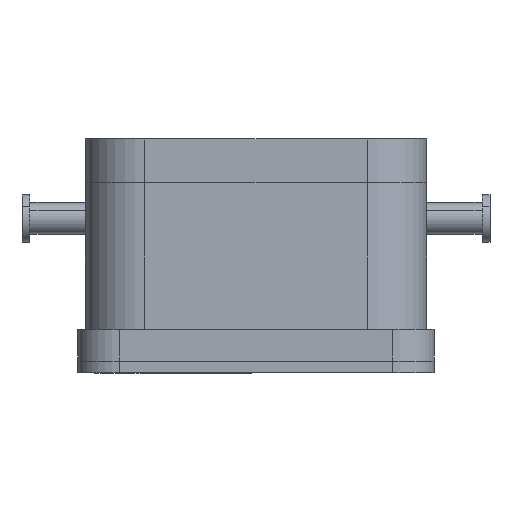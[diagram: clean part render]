
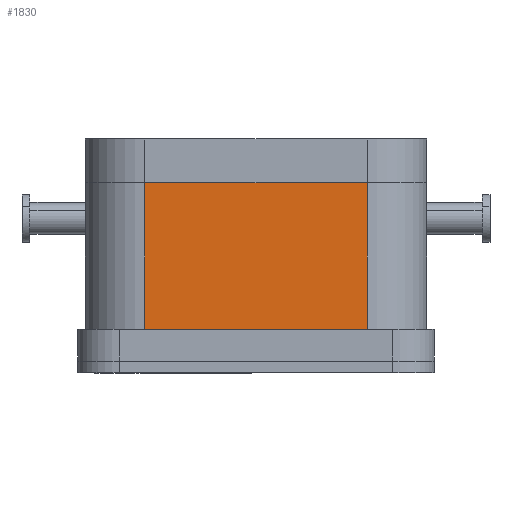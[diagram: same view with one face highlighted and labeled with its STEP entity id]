
A CAD part, front view. The second image highlights one B-rep face of the part: STEP entity #1830.
In plain terms, the highlighted planar face has unit normal (0, -1, 0).
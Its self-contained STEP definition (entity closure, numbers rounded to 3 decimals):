
#1810=AXIS2_PLACEMENT_3D('Plane Axis2P3D',#1807,#1808,#1809) ;
#835=CARTESIAN_POINT('Vertex',(15.5,10.5,24.)) ;
#838=CARTESIAN_POINT('Line Origine',(29.5,10.5,24.)) ;
#842=CARTESIAN_POINT('Vertex',(43.5,10.5,24.)) ;
#1788=CARTESIAN_POINT('Line Origine',(15.5,10.5,13.)) ;
#1792=CARTESIAN_POINT('Vertex',(15.5,10.5,5.5)) ;
#1807=CARTESIAN_POINT('Axis2P3D Location',(8.,10.5,24.)) ;
#1812=CARTESIAN_POINT('Line Origine',(29.5,10.5,5.5)) ;
#1816=CARTESIAN_POINT('Vertex',(43.5,10.5,5.5)) ;
#1819=CARTESIAN_POINT('Line Origine',(43.5,10.5,14.75)) ;
#839=DIRECTION('Vector Direction',(1.,0.,0.)) ;
#1789=DIRECTION('Vector Direction',(0.,0.,-1.)) ;
#1808=DIRECTION('Axis2P3D Direction',(0.,1.,0.)) ;
#1809=DIRECTION('Axis2P3D XDirection',(1.,0.,0.)) ;
#1813=DIRECTION('Vector Direction',(1.,0.,0.)) ;
#1820=DIRECTION('Vector Direction',(0.,0.,-1.)) ;
#840=VECTOR('Line Direction',#839,1.) ;
#1790=VECTOR('Line Direction',#1789,1.) ;
#1814=VECTOR('Line Direction',#1813,1.) ;
#1821=VECTOR('Line Direction',#1820,1.) ;
#1825=ORIENTED_EDGE('',*,*,#1818,.T.) ;
#1826=ORIENTED_EDGE('',*,*,#1823,.F.) ;
#1827=ORIENTED_EDGE('',*,*,#844,.F.) ;
#1828=ORIENTED_EDGE('',*,*,#1794,.T.) ;
#1830=ADVANCED_FACE('Housing',(#1829),#1811,.F.) ;
#844=EDGE_CURVE('',#836,#843,#841,.T.) ;
#1794=EDGE_CURVE('',#836,#1793,#1791,.T.) ;
#1818=EDGE_CURVE('',#1793,#1817,#1815,.T.) ;
#1823=EDGE_CURVE('',#843,#1817,#1822,.T.) ;
#1824=EDGE_LOOP('',(#1825,#1826,#1827,#1828)) ;
#1829=FACE_OUTER_BOUND('',#1824,.T.) ;
#841=LINE('Line',#838,#840) ;
#1791=LINE('Line',#1788,#1790) ;
#1815=LINE('Line',#1812,#1814) ;
#1822=LINE('Line',#1819,#1821) ;
#1811=PLANE('',#1810) ;
#836=VERTEX_POINT('',#835) ;
#843=VERTEX_POINT('',#842) ;
#1793=VERTEX_POINT('',#1792) ;
#1817=VERTEX_POINT('',#1816) ;
